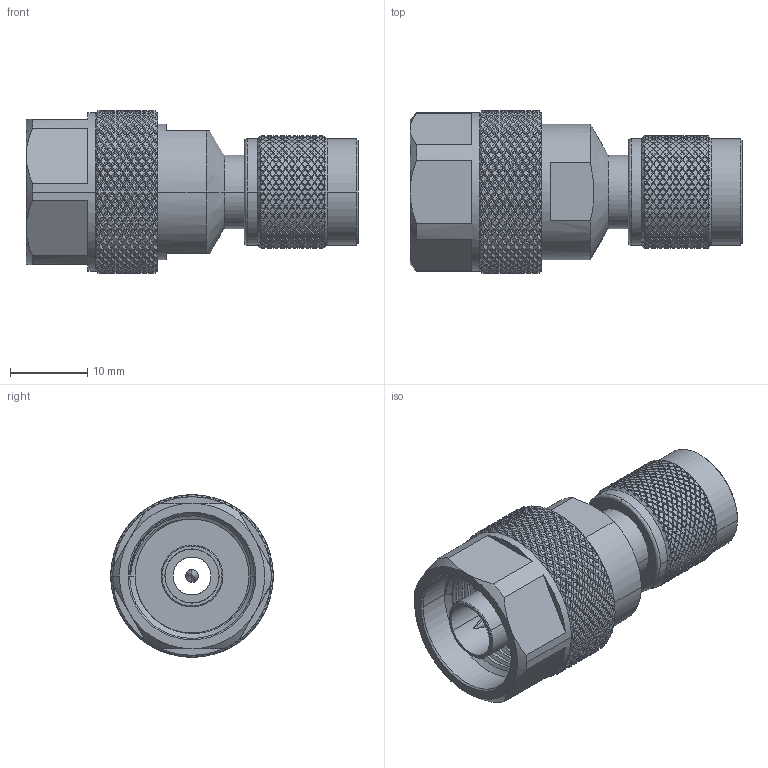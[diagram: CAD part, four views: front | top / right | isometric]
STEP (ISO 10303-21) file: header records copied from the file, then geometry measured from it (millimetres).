
FILE_DESCRIPTION (( 'STEP AP214' ), '1' );
FILE_NAME ('74-1325-514.STEP', '2025-12-05T11:18:10', ( '' ), ( '' ), 'SwSTEP 2.0', 'SolidWorks 2025', '' );
FILE_SCHEMA (( 'AUTOMOTIVE_DESIGN' ));
Length unit declared in the file: millimetre
Products named in the file (1): 74-1325-514
Bounding box: 42.92 x 21 x 21 mm (x, y, z)
Surface area: 5887.5 mm2 (no closed solid volume)
Topology: 0 solids, 11 shells, 7168 faces, 14889 edges, 7651 vertices
Faces by surface type: bspline 5631, cylinder 1444, plane 44, cone 41, torus 8
Entity records: 359106 total; most frequent: CARTESIAN_POINT 273084, ORIENTED_EDGE 29460, EDGE_CURVE 14889, VERTEX_POINT 7651, EDGE_LOOP 7176, ADVANCED_FACE 7168, FACE_OUTER_BOUND 7168, B_SPLINE_CURVE_WITH_KNOTS 6325
